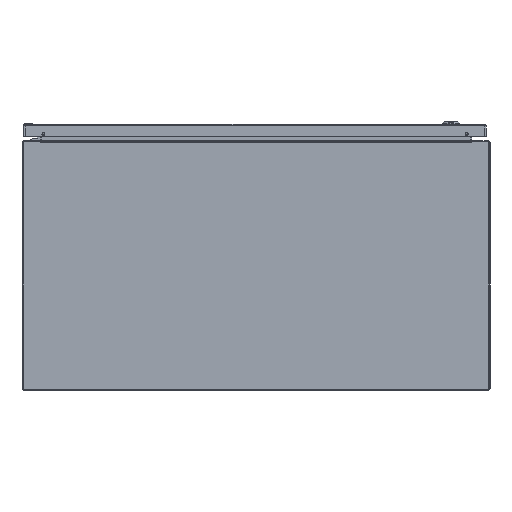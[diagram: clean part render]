
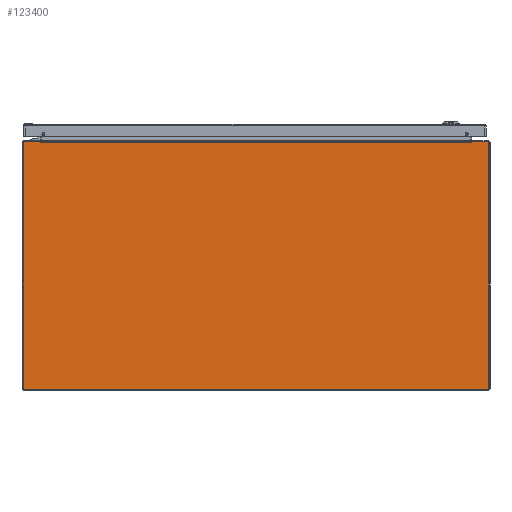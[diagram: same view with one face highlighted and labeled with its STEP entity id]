
A CAD part, front view. The second image highlights one B-rep face of the part: STEP entity #123400.
In plain terms, the highlighted planar face has unit normal (0, -1, 0).
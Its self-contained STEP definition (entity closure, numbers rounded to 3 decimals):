
#3751 = LINE ( 'NONE', #107525, #100467 ) ;
#4291 = EDGE_CURVE ( 'NONE', #130483, #106722, #66370, .T. ) ;
#4393 = CARTESIAN_POINT ( 'NONE',  ( -14.937, -24., -7.857 ) ) ;
#4409 = VECTOR ( 'NONE', #109601, 39.37 ) ;
#4550 = CARTESIAN_POINT ( 'NONE',  ( 13.818, -24., 7.91 ) ) ;
#6946 = CARTESIAN_POINT ( 'NONE',  ( -14.857, -24., -7.937 ) ) ;
#6953 = EDGE_CURVE ( 'NONE', #75144, #151184, #56157, .T. ) ;
#7425 = CARTESIAN_POINT ( 'NONE',  ( -13.798, -24., 7.883 ) ) ;
#8319 = CARTESIAN_POINT ( 'NONE',  ( 14.937, -24., 7.857 ) ) ;
#14753 = ORIENTED_EDGE ( 'NONE', *, *, #85620, .T. ) ;
#15525 = VERTEX_POINT ( 'NONE', #4393 ) ;
#16969 = CARTESIAN_POINT ( 'NONE',  ( 14.857, -24., 7.857 ) ) ;
#22235 = CARTESIAN_POINT ( 'NONE',  ( 0., -24., -7.937 ) ) ;
#22362 = DIRECTION ( 'NONE',  ( 0., 0., -1. ) ) ;
#23518 = VERTEX_POINT ( 'NONE', #81518 ) ;
#26764 = EDGE_CURVE ( 'NONE', #23518, #94761, #110042, .T. ) ;
#27188 = LINE ( 'NONE', #114794, #74473 ) ;
#27778 = VECTOR ( 'NONE', #136316, 39.37 ) ;
#28850 = ORIENTED_EDGE ( 'NONE', *, *, #74803, .F. ) ;
#31022 = DIRECTION ( 'NONE',  ( 0.174, 0., -0.985 ) ) ;
#31752 = AXIS2_PLACEMENT_3D ( 'NONE', #16969, #119729, #22362 ) ;
#33812 = ORIENTED_EDGE ( 'NONE', *, *, #47879, .T. ) ;
#35281 = VERTEX_POINT ( 'NONE', #44756 ) ;
#35534 = VECTOR ( 'NONE', #53988, 39.37 ) ;
#35727 = CARTESIAN_POINT ( 'NONE',  ( 13.806, -24., 7.883 ) ) ;
#36120 = CARTESIAN_POINT ( 'NONE',  ( -13.814, -24., 7.883 ) ) ;
#36984 = CIRCLE ( 'NONE', #62905, 0.08 ) ;
#38424 = DIRECTION ( 'NONE',  ( 1., 0., 0. ) ) ;
#39387 = ORIENTED_EDGE ( 'NONE', *, *, #4291, .T. ) ;
#39767 = VECTOR ( 'NONE', #38424, 39.37 ) ;
#41055 = DIRECTION ( 'NONE',  ( -1., 0., 0. ) ) ;
#42303 = DIRECTION ( 'NONE',  ( 0., -1., 0. ) ) ;
#43012 = VECTOR ( 'NONE', #54188, 39.37 ) ;
#44756 = CARTESIAN_POINT ( 'NONE',  ( 14.857, -24., 7.937 ) ) ;
#47208 = DIRECTION ( 'NONE',  ( 0., 0., -1. ) ) ;
#47730 = VECTOR ( 'NONE', #31022, 39.37 ) ;
#47879 = EDGE_CURVE ( 'NONE', #94761, #15525, #3751, .T. ) ;
#47959 = CARTESIAN_POINT ( 'NONE',  ( 14.937, -24., -7.857 ) ) ;
#48024 = CARTESIAN_POINT ( 'NONE',  ( 0., -24., 0. ) ) ;
#50896 = CARTESIAN_POINT ( 'NONE',  ( 13.823, -24., 7.937 ) ) ;
#51051 = CARTESIAN_POINT ( 'NONE',  ( 13.814, -24., 7.883 ) ) ;
#51839 = AXIS2_PLACEMENT_3D ( 'NONE', #137620, #136028, #64574 ) ;
#52450 = VERTEX_POINT ( 'NONE', #51051 ) ;
#53988 = DIRECTION ( 'NONE',  ( -0.174, 0., -0.985 ) ) ;
#54188 = DIRECTION ( 'NONE',  ( -1., 0., 0. ) ) ;
#55541 = ORIENTED_EDGE ( 'NONE', *, *, #124144, .T. ) ;
#56157 = LINE ( 'NONE', #56934, #47730 ) ;
#56710 = CARTESIAN_POINT ( 'NONE',  ( -13.823, -24., 7.937 ) ) ;
#56934 = CARTESIAN_POINT ( 'NONE',  ( -13.818, -24., 7.91 ) ) ;
#57626 = EDGE_CURVE ( 'NONE', #35281, #137601, #92143, .T. ) ;
#58235 = VERTEX_POINT ( 'NONE', #8319 ) ;
#60313 = LINE ( 'NONE', #22235, #39767 ) ;
#60812 = AXIS2_PLACEMENT_3D ( 'NONE', #126208, #115637, #63731 ) ;
#61386 = CARTESIAN_POINT ( 'NONE',  ( 13.798, -24., 7.883 ) ) ;
#61543 = ORIENTED_EDGE ( 'NONE', *, *, #26764, .T. ) ;
#62226 = ORIENTED_EDGE ( 'NONE', *, *, #138952, .T. ) ;
#62905 = AXIS2_PLACEMENT_3D ( 'NONE', #153438, #42303, #91802 ) ;
#63731 = DIRECTION ( 'NONE',  ( 0., 0., -1. ) ) ;
#64173 = EDGE_CURVE ( 'NONE', #149649, #110720, #60313, .T. ) ;
#64445 = VERTEX_POINT ( 'NONE', #47959 ) ;
#64574 = DIRECTION ( 'NONE',  ( 0., 0., -1. ) ) ;
#64582 = CARTESIAN_POINT ( 'NONE',  ( 0., -24., 7.937 ) ) ;
#65257 = CARTESIAN_POINT ( 'NONE',  ( 14.937, -24., 0. ) ) ;
#66370 = LINE ( 'NONE', #103730, #43012 ) ;
#71607 = CARTESIAN_POINT ( 'NONE',  ( 14.857, -24., -7.937 ) ) ;
#74473 = VECTOR ( 'NONE', #76671, 39.37 ) ;
#74803 = EDGE_CURVE ( 'NONE', #151184, #106722, #134751, .T. ) ;
#75144 = VERTEX_POINT ( 'NONE', #56710 ) ;
#76671 = DIRECTION ( 'NONE',  ( -1., 0., 0. ) ) ;
#77946 = EDGE_CURVE ( 'NONE', #64445, #58235, #113191, .T. ) ;
#80961 = AXIS2_PLACEMENT_3D ( 'NONE', #48024, #134852, #47208 ) ;
#81518 = CARTESIAN_POINT ( 'NONE',  ( -14.857, -24., 7.937 ) ) ;
#82344 = DIRECTION ( 'NONE',  ( 0., 0., -1. ) ) ;
#85620 = EDGE_CURVE ( 'NONE', #75144, #23518, #27188, .T. ) ;
#86110 = EDGE_LOOP ( 'NONE', ( #14753, #61543, #33812, #88777, #155398, #92564, #148202, #55541, #153177, #62226, #139067, #39387, #28850, #133007 ) ) ;
#88777 = ORIENTED_EDGE ( 'NONE', *, *, #143379, .T. ) ;
#90288 = VECTOR ( 'NONE', #124541, 39.37 ) ;
#91802 = DIRECTION ( 'NONE',  ( 0., 0., -1. ) ) ;
#92143 = LINE ( 'NONE', #64582, #151483 ) ;
#92564 = ORIENTED_EDGE ( 'NONE', *, *, #151830, .T. ) ;
#94761 = VERTEX_POINT ( 'NONE', #127509 ) ;
#100467 = VECTOR ( 'NONE', #82344, 39.37 ) ;
#103730 = CARTESIAN_POINT ( 'NONE',  ( 0., -24., 7.883 ) ) ;
#106722 = VERTEX_POINT ( 'NONE', #7425 ) ;
#107525 = CARTESIAN_POINT ( 'NONE',  ( -14.937, -24., 0. ) ) ;
#109601 = DIRECTION ( 'NONE',  ( 1., 0., 0. ) ) ;
#110042 = CIRCLE ( 'NONE', #60812, 0.08 ) ;
#110720 = VERTEX_POINT ( 'NONE', #71607 ) ;
#113191 = LINE ( 'NONE', #65257, #90288 ) ;
#114794 = CARTESIAN_POINT ( 'NONE',  ( 0., -24., 7.937 ) ) ;
#115185 = EDGE_CURVE ( 'NONE', #52450, #130483, #148453, .T. ) ;
#115637 = DIRECTION ( 'NONE',  ( 0., -1., 0. ) ) ;
#115684 = LINE ( 'NONE', #4550, #35534 ) ;
#119729 = DIRECTION ( 'NONE',  ( 0., -1., 0. ) ) ;
#122666 = FACE_OUTER_BOUND ( 'NONE', #86110, .T. ) ;
#123400 = ADVANCED_FACE ( 'NONE', ( #122666 ), #146200, .T. ) ;
#124144 = EDGE_CURVE ( 'NONE', #58235, #35281, #153555, .T. ) ;
#124541 = DIRECTION ( 'NONE',  ( 0., 0., 1. ) ) ;
#126208 = CARTESIAN_POINT ( 'NONE',  ( -14.857, -24., 7.857 ) ) ;
#127509 = CARTESIAN_POINT ( 'NONE',  ( -14.937, -24., 7.857 ) ) ;
#129174 = CIRCLE ( 'NONE', #51839, 0.08 ) ;
#130483 = VERTEX_POINT ( 'NONE', #61386 ) ;
#133007 = ORIENTED_EDGE ( 'NONE', *, *, #6953, .F. ) ;
#134751 = LINE ( 'NONE', #146911, #4409 ) ;
#134852 = DIRECTION ( 'NONE',  ( 0., -1., 0. ) ) ;
#136028 = DIRECTION ( 'NONE',  ( 0., -1., 0. ) ) ;
#136316 = DIRECTION ( 'NONE',  ( -1., 0., 0. ) ) ;
#137601 = VERTEX_POINT ( 'NONE', #50896 ) ;
#137620 = CARTESIAN_POINT ( 'NONE',  ( -14.857, -24., -7.857 ) ) ;
#138952 = EDGE_CURVE ( 'NONE', #137601, #52450, #115684, .T. ) ;
#139067 = ORIENTED_EDGE ( 'NONE', *, *, #115185, .T. ) ;
#143379 = EDGE_CURVE ( 'NONE', #15525, #149649, #129174, .T. ) ;
#146200 = PLANE ( 'NONE',  #80961 ) ;
#146911 = CARTESIAN_POINT ( 'NONE',  ( -13.806, -24., 7.883 ) ) ;
#148202 = ORIENTED_EDGE ( 'NONE', *, *, #77946, .T. ) ;
#148453 = LINE ( 'NONE', #35727, #27778 ) ;
#149649 = VERTEX_POINT ( 'NONE', #6946 ) ;
#151184 = VERTEX_POINT ( 'NONE', #36120 ) ;
#151483 = VECTOR ( 'NONE', #41055, 39.37 ) ;
#151830 = EDGE_CURVE ( 'NONE', #110720, #64445, #36984, .T. ) ;
#153177 = ORIENTED_EDGE ( 'NONE', *, *, #57626, .T. ) ;
#153438 = CARTESIAN_POINT ( 'NONE',  ( 14.857, -24., -7.857 ) ) ;
#153555 = CIRCLE ( 'NONE', #31752, 0.08 ) ;
#155398 = ORIENTED_EDGE ( 'NONE', *, *, #64173, .T. ) ;
